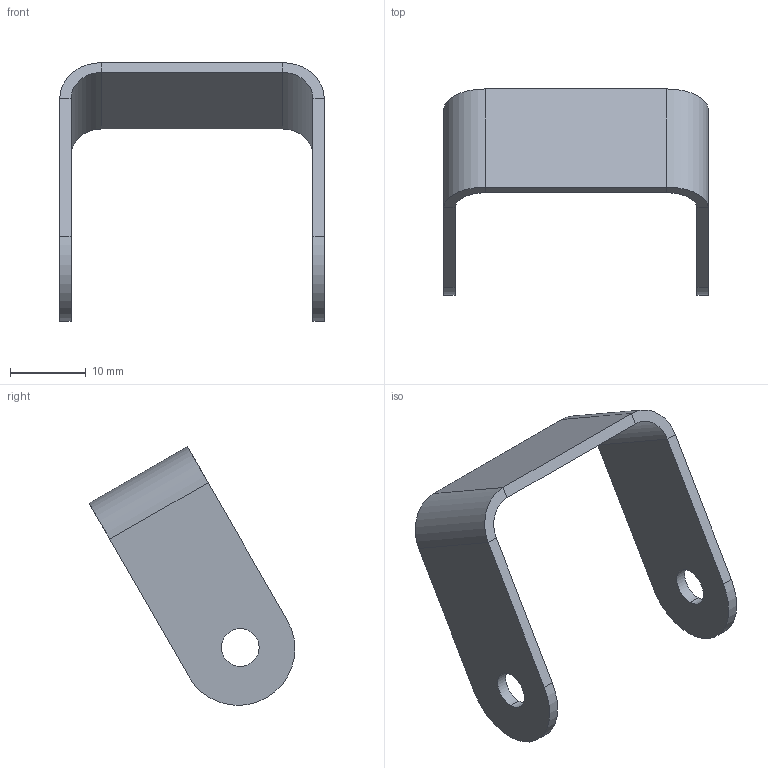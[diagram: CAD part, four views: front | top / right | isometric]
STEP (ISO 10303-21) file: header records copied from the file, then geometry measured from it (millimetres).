
FILE_DESCRIPTION (( 'STEP AP214' ), '1' );
FILE_NAME ('04E_05Steer_stopper^04E_05Steer_ThrottleAsm2.2.STEP', '2020-08-08T14:44:25', ( '' ), ( '' ), 'SwSTEP 2.0', 'SolidWorks 2019', '' );
FILE_SCHEMA (( 'AUTOMOTIVE_DESIGN' ));
Length unit declared in the file: millimetre
Products named in the file (1): 04E_05Steer_stopper^04E_05Steer_ThrottleAsm2.2
Bounding box: 35 x 27.23 x 34.23 mm (x, y, z)
Volume: 2028.1 mm3; surface area: 3064.9 mm2
Topology: 1 solids, 1 shells, 28 faces, 62 edges, 36 vertices
Faces by surface type: plane 16, cylinder 12
Entity records: 804 total; most frequent: DIRECTION 144, CARTESIAN_POINT 127, ORIENTED_EDGE 124, EDGE_CURVE 62, AXIS2_PLACEMENT_3D 53, LINE 38, VECTOR 38, VERTEX_POINT 36
